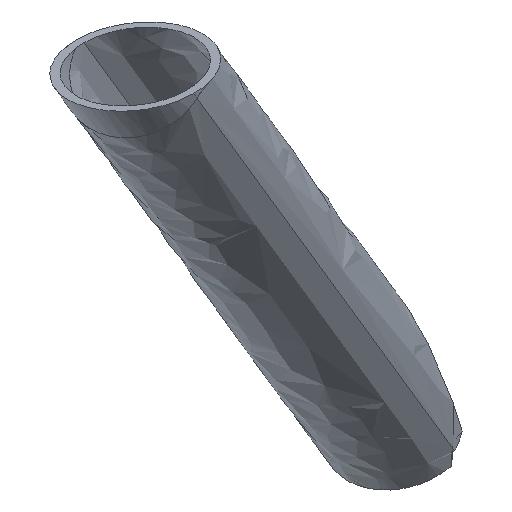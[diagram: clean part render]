
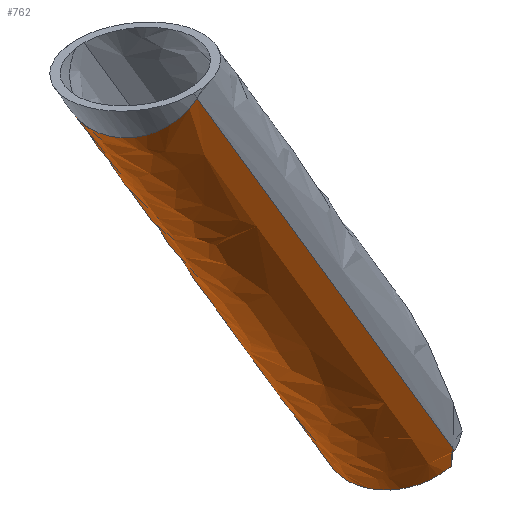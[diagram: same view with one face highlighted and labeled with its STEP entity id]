
A CAD part, isometric view. The second image highlights one B-rep face of the part: STEP entity #762.
In plain terms, the highlighted free-form (B-spline) face has degree [5, 4] with [6, 5] control points.
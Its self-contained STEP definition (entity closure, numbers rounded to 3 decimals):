
#57=CARTESIAN_POINT('Axis2P3D Location',(-2244.9,-317.,261.48)) ;
#61=CARTESIAN_POINT('Vertex',(-2243.192,-329.349,260.567)) ;
#63=CARTESIAN_POINT('Vertex',(-2248.277,-304.967,261.239)) ;
#168=CARTESIAN_POINT('Vertex',(-2245.561,-304.389,260.808)) ;
#172=CARTESIAN_POINT('Control Point',(-2245.561,-304.389,260.808)) ;
#173=CARTESIAN_POINT('Control Point',(-2246.108,-304.471,260.893)) ;
#174=CARTESIAN_POINT('Control Point',(-2246.654,-304.57,260.978)) ;
#175=CARTESIAN_POINT('Control Point',(-2247.197,-304.685,261.065)) ;
#176=CARTESIAN_POINT('Control Point',(-2247.739,-304.818,261.152)) ;
#177=CARTESIAN_POINT('Control Point',(-2248.277,-304.967,261.239)) ;
#308=CARTESIAN_POINT('Vertex',(-2177.479,-296.352,136.792)) ;
#312=CARTESIAN_POINT('Control Point',(-2177.479,-296.352,136.792)) ;
#313=CARTESIAN_POINT('Control Point',(-2177.558,-295.019,137.143)) ;
#314=CARTESIAN_POINT('Control Point',(-2177.45,-293.692,137.551)) ;
#315=CARTESIAN_POINT('Control Point',(-2177.149,-292.409,138.006)) ;
#316=CARTESIAN_POINT('Control Point',(-2175.977,-289.494,139.192)) ;
#317=CARTESIAN_POINT('Control Point',(-2173.876,-287.233,140.481)) ;
#318=CARTESIAN_POINT('Control Point',(-2172.39,-286.21,141.23)) ;
#319=CARTESIAN_POINT('Control Point',(-2170.759,-285.516,141.932)) ;
#320=CARTESIAN_POINT('Control Point',(-2169.066,-285.136,142.564)) ;
#321=CARTESIAN_POINT('Vertex',(-2169.066,-285.136,142.564)) ;
#604=CARTESIAN_POINT('Vertex',(-2165.242,-309.837,142.52)) ;
#655=CARTESIAN_POINT('Vertex',(-2170.301,-285.55,146.835)) ;
#659=CARTESIAN_POINT('Control Point',(-2245.561,-304.389,260.808)) ;
#660=CARTESIAN_POINT('Control Point',(-2230.509,-300.621,238.013)) ;
#661=CARTESIAN_POINT('Control Point',(-2215.455,-296.853,215.216)) ;
#662=CARTESIAN_POINT('Control Point',(-2200.406,-293.086,192.425)) ;
#663=CARTESIAN_POINT('Control Point',(-2185.353,-289.318,169.63)) ;
#664=CARTESIAN_POINT('Control Point',(-2170.301,-285.55,146.835)) ;
#667=CARTESIAN_POINT('Control Point',(-2243.192,-329.349,260.567)) ;
#668=CARTESIAN_POINT('Control Point',(-2227.602,-325.447,236.957)) ;
#669=CARTESIAN_POINT('Control Point',(-2212.01,-321.544,213.344)) ;
#670=CARTESIAN_POINT('Control Point',(-2196.423,-317.642,189.74)) ;
#671=CARTESIAN_POINT('Control Point',(-2180.832,-313.74,166.129)) ;
#672=CARTESIAN_POINT('Control Point',(-2165.242,-309.837,142.52)) ;
#685=CARTESIAN_POINT('Control Point',(-2243.192,-329.349,260.567)) ;
#686=CARTESIAN_POINT('Control Point',(-2253.525,-330.262,253.592)) ;
#687=CARTESIAN_POINT('Control Point',(-2260.4,-318.37,251.019)) ;
#688=CARTESIAN_POINT('Control Point',(-2256.941,-305.564,255.419)) ;
#689=CARTESIAN_POINT('Control Point',(-2246.608,-304.651,262.393)) ;
#690=CARTESIAN_POINT('Control Point',(-2227.212,-325.349,236.367)) ;
#691=CARTESIAN_POINT('Control Point',(-2237.545,-326.262,229.392)) ;
#692=CARTESIAN_POINT('Control Point',(-2244.42,-314.37,226.819)) ;
#693=CARTESIAN_POINT('Control Point',(-2240.961,-301.564,231.219)) ;
#694=CARTESIAN_POINT('Control Point',(-2230.628,-300.651,238.193)) ;
#695=CARTESIAN_POINT('Control Point',(-2211.23,-321.348,212.163)) ;
#696=CARTESIAN_POINT('Control Point',(-2221.563,-322.262,205.189)) ;
#697=CARTESIAN_POINT('Control Point',(-2228.437,-310.369,202.615)) ;
#698=CARTESIAN_POINT('Control Point',(-2224.979,-297.564,207.015)) ;
#699=CARTESIAN_POINT('Control Point',(-2214.646,-296.65,213.99)) ;
#700=CARTESIAN_POINT('Control Point',(-2195.253,-317.349,187.968)) ;
#701=CARTESIAN_POINT('Control Point',(-2205.586,-318.263,180.994)) ;
#702=CARTESIAN_POINT('Control Point',(-2212.461,-306.37,178.42)) ;
#703=CARTESIAN_POINT('Control Point',(-2209.002,-293.565,182.821)) ;
#704=CARTESIAN_POINT('Control Point',(-2198.669,-292.651,189.795)) ;
#705=CARTESIAN_POINT('Control Point',(-2179.272,-313.349,163.767)) ;
#706=CARTESIAN_POINT('Control Point',(-2189.605,-314.262,156.792)) ;
#707=CARTESIAN_POINT('Control Point',(-2196.48,-302.37,154.219)) ;
#708=CARTESIAN_POINT('Control Point',(-2193.021,-289.564,158.619)) ;
#709=CARTESIAN_POINT('Control Point',(-2182.688,-288.651,165.593)) ;
#710=CARTESIAN_POINT('Control Point',(-2163.292,-309.349,139.567)) ;
#711=CARTESIAN_POINT('Control Point',(-2173.625,-310.262,132.592)) ;
#712=CARTESIAN_POINT('Control Point',(-2180.5,-298.37,130.019)) ;
#713=CARTESIAN_POINT('Control Point',(-2177.041,-285.564,134.419)) ;
#714=CARTESIAN_POINT('Control Point',(-2166.708,-284.651,141.393)) ;
#716=CARTESIAN_POINT('Control Point',(-2165.599,-309.864,142.315)) ;
#717=CARTESIAN_POINT('Control Point',(-2165.612,-309.779,141.372)) ;
#718=CARTESIAN_POINT('Control Point',(-2165.625,-309.659,140.43)) ;
#719=CARTESIAN_POINT('Control Point',(-2165.638,-309.506,139.491)) ;
#720=CARTESIAN_POINT('Vertex',(-2165.599,-309.864,142.315)) ;
#722=CARTESIAN_POINT('Vertex',(-2165.638,-309.506,139.491)) ;
#726=CARTESIAN_POINT('Control Point',(-2165.599,-309.864,142.315)) ;
#727=CARTESIAN_POINT('Control Point',(-2165.476,-309.857,142.378)) ;
#728=CARTESIAN_POINT('Control Point',(-2165.358,-309.848,142.447)) ;
#729=CARTESIAN_POINT('Control Point',(-2165.242,-309.837,142.52)) ;
#732=CARTESIAN_POINT('Control Point',(-2170.301,-285.55,146.835)) ;
#733=CARTESIAN_POINT('Control Point',(-2169.896,-285.389,145.413)) ;
#734=CARTESIAN_POINT('Control Point',(-2169.484,-285.251,143.989)) ;
#735=CARTESIAN_POINT('Control Point',(-2169.066,-285.136,142.564)) ;
#738=CARTESIAN_POINT('Control Point',(-2177.479,-296.352,136.792)) ;
#739=CARTESIAN_POINT('Control Point',(-2177.521,-297.085,136.732)) ;
#740=CARTESIAN_POINT('Control Point',(-2177.51,-297.822,136.689)) ;
#741=CARTESIAN_POINT('Control Point',(-2177.445,-298.559,136.661)) ;
#742=CARTESIAN_POINT('Control Point',(-2177.066,-300.865,136.627)) ;
#743=CARTESIAN_POINT('Control Point',(-2176.16,-303.039,136.759)) ;
#744=CARTESIAN_POINT('Control Point',(-2175.31,-304.401,136.926)) ;
#745=CARTESIAN_POINT('Control Point',(-2173.137,-306.895,137.416)) ;
#746=CARTESIAN_POINT('Control Point',(-2170.357,-308.527,138.143)) ;
#747=CARTESIAN_POINT('Control Point',(-2168.802,-309.114,138.57)) ;
#748=CARTESIAN_POINT('Control Point',(-2167.212,-309.435,139.025)) ;
#749=CARTESIAN_POINT('Control Point',(-2165.638,-309.506,139.491)) ;
#58=DIRECTION('Axis2P3D Direction',(0.546,0.137,-0.827)) ;
#59=AXIS2_PLACEMENT_3D('Circle Axis2P3D',#57,#58,$) ;
#752=ORIENTED_EDGE('',*,*,#724,.F.) ;
#753=ORIENTED_EDGE('',*,*,#730,.T.) ;
#754=ORIENTED_EDGE('',*,*,#673,.F.) ;
#755=ORIENTED_EDGE('',*,*,#65,.T.) ;
#756=ORIENTED_EDGE('',*,*,#178,.F.) ;
#757=ORIENTED_EDGE('',*,*,#665,.T.) ;
#758=ORIENTED_EDGE('',*,*,#736,.T.) ;
#759=ORIENTED_EDGE('',*,*,#323,.F.) ;
#760=ORIENTED_EDGE('',*,*,#750,.T.) ;
#762=ADVANCED_FACE('Corps principal',(#761),#684,.F.) ;
#171=B_SPLINE_CURVE_WITH_KNOTS('',5,(#172,#173,#174,#175,#176,#177),.UNSPECIFIED.,.F.,.U.,(6,6),(0.,4.078),.UNSPECIFIED.) ;
#311=B_SPLINE_CURVE_WITH_KNOTS('',5,(#312,#313,#314,#315,#316,#317,#318,#319,#320),.UNSPECIFIED.,.F.,.U.,(6,3,6),(21.73,31.255,44.861),.UNSPECIFIED.) ;
#715=B_SPLINE_CURVE_WITH_KNOTS('',3,(#716,#717,#718,#719),.UNSPECIFIED.,.F.,.U.,(4,4),(1.053,5.138),.UNSPECIFIED.) ;
#725=B_SPLINE_CURVE_WITH_KNOTS('',3,(#726,#727,#728,#729),.UNSPECIFIED.,.F.,.U.,(4,4),(0.,0.615),.UNSPECIFIED.) ;
#731=B_SPLINE_CURVE_WITH_KNOTS('',3,(#732,#733,#734,#735),.UNSPECIFIED.,.F.,.U.,(4,4),(0.,6.344),.UNSPECIFIED.) ;
#737=B_SPLINE_CURVE_WITH_KNOTS('',5,(#738,#739,#740,#741,#742,#743,#744,#745,#746,#747,#748,#749),.UNSPECIFIED.,.F.,.U.,(6,3,3,6),(22.482,27.562,38.538,50.572),.UNSPECIFIED.) ;
#60=CIRCLE('generated circle',#59,12.5) ;
#65=EDGE_CURVE('',#62,#64,#60,.T.) ;
#178=EDGE_CURVE('',#169,#64,#171,.T.) ;
#323=EDGE_CURVE('',#309,#322,#311,.T.) ;
#665=EDGE_CURVE('',#169,#656,#658,.T.) ;
#673=EDGE_CURVE('',#62,#605,#666,.T.) ;
#724=EDGE_CURVE('',#721,#723,#715,.T.) ;
#730=EDGE_CURVE('',#721,#605,#725,.T.) ;
#736=EDGE_CURVE('',#656,#322,#731,.T.) ;
#750=EDGE_CURVE('',#309,#723,#737,.T.) ;
#751=EDGE_LOOP('',(#752,#753,#754,#755,#756,#757,#758,#759,#760)) ;
#761=FACE_OUTER_BOUND('',#751,.T.) ;
#62=VERTEX_POINT('',#61) ;
#64=VERTEX_POINT('',#63) ;
#169=VERTEX_POINT('',#168) ;
#309=VERTEX_POINT('',#308) ;
#322=VERTEX_POINT('',#321) ;
#605=VERTEX_POINT('',#604) ;
#656=VERTEX_POINT('',#655) ;
#721=VERTEX_POINT('',#720) ;
#723=VERTEX_POINT('',#722) ;
#658=(BOUNDED_CURVE()B_SPLINE_CURVE(5,(#659,#660,#661,#662,#663,#664),.UNSPECIFIED.,.F.,.U.)B_SPLINE_CURVE_WITH_KNOTS((6,6),(1.918,139.79),.UNSPECIFIED.)CURVE()GEOMETRIC_REPRESENTATION_ITEM()RATIONAL_B_SPLINE_CURVE((1.,1.,1.,1.,1.,1.))REPRESENTATION_ITEM('')) ;
#666=(BOUNDED_CURVE()B_SPLINE_CURVE(5,(#667,#668,#669,#670,#671,#672),.UNSPECIFIED.,.F.,.U.)B_SPLINE_CURVE_WITH_KNOTS((6,6),(0.,142.8),.UNSPECIFIED.)CURVE()GEOMETRIC_REPRESENTATION_ITEM()RATIONAL_B_SPLINE_CURVE((1.,1.,1.,1.,1.,1.))REPRESENTATION_ITEM('')) ;
#684=(BOUNDED_SURFACE()B_SPLINE_SURFACE(5,4,((#685,#686,#687,#688,#689),(#690,#691,#692,#693,#694),(#695,#696,#697,#698,#699),(#700,#701,#702,#703,#704),(#705,#706,#707,#708,#709),(#710,#711,#712,#713,#714)),.UNSPECIFIED.,.F.,.F.,.U.)B_SPLINE_SURFACE_WITH_KNOTS((6,6),(5,5),(0.,146.373),(0.,39.27),.UNSPECIFIED.)GEOMETRIC_REPRESENTATION_ITEM()RATIONAL_B_SPLINE_SURFACE(((1.,0.707,0.667,0.707,1.),(1.,0.707,0.667,0.707,1.),(1.,0.707,0.667,0.707,1.),(1.,0.707,0.667,0.707,1.),(1.,0.707,0.667,0.707,1.),(1.,0.707,0.667,0.707,1.)))REPRESENTATION_ITEM('Rational BSpline Surface')SURFACE()) ;
